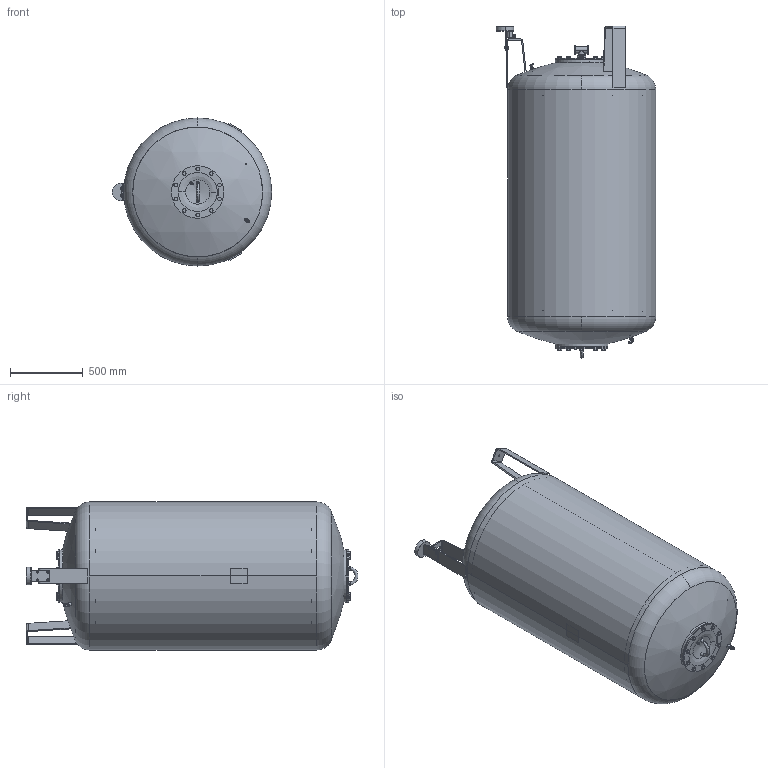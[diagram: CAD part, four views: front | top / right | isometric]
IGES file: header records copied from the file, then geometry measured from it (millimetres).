
Global section: file name: No Iges File Name specified; native system: Autodesk Inventor 2009; preprocessor: AutoDesk Inventor Iges Exporter R2009; author: CADJOBServer; date: 20091012.141256; units: millimetre
Bounding box: 1094 x 2277.41 x 1016 mm (x, y, z)
Volume: 57787044.9 mm3; surface area: 20119255.1 mm2
Topology: 31 solids, 31 shells, 1941 faces, 4830 edges, 3063 vertices
Faces by surface type: plane 782, bspline 336, cylinder 270, revolution 254, cone 247, torus 42, sphere 10
